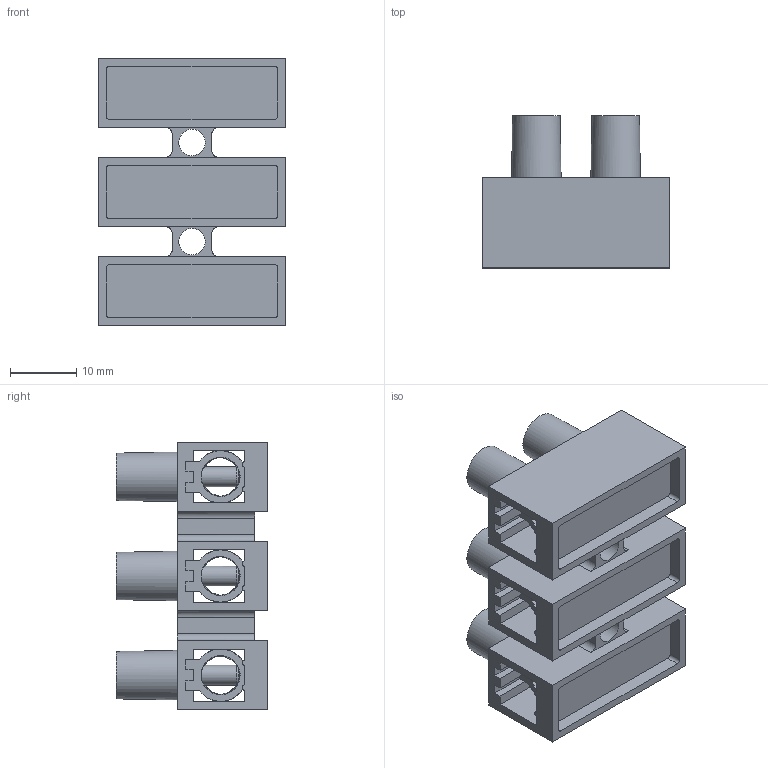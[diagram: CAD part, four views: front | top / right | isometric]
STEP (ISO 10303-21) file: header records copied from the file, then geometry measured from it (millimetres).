
FILE_DESCRIPTION(('FreeCAD Model'),'2;1');
FILE_NAME('Open CASCADE Shape Model','2025-04-30T05:47:07',('FreeCAD'),( 'FreeCAD'),'Open CASCADE STEP processor 7.6','FreeCAD','Unknown');
FILE_SCHEMA(('AUTOMOTIVE_DESIGN { 1 0 10303 214 1 1 1 1 }'));
Length unit declared in the file: millimetre
Products named in the file (1): Open CASCADE STEP translator 7.6 1
Bounding box: 28.27 x 22.93 x 40.46 mm (x, y, z)
Volume: 8403.6 mm3; surface area: 13887.7 mm2
Topology: 10 solids, 10 shells, 254 faces, 645 edges, 426 vertices
Faces by surface type: bspline 254
Entity records: 9098 total; most frequent: CARTESIAN_POINT 5234, ORIENTED_EDGE 1290, EDGE_CURVE 645, B_SPLINE_CURVE_WITH_KNOTS 430, VERTEX_POINT 426, FACE_BOUND 321, EDGE_LOOP 321, ADVANCED_FACE 254
